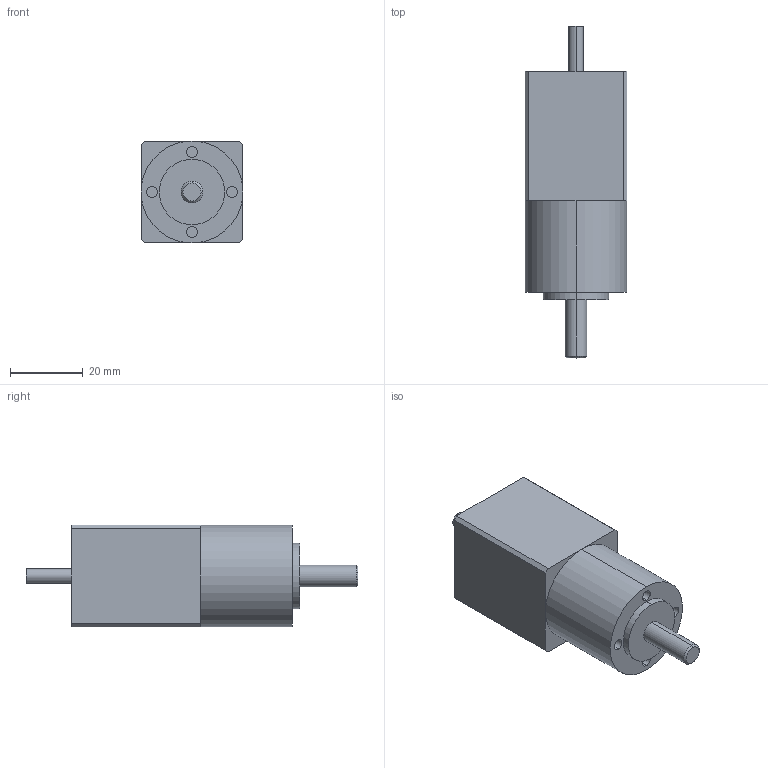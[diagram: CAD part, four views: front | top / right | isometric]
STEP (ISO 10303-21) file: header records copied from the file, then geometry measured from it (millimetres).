
FILE_DESCRIPTION (( 'STEP AP214' ), '1' );
FILE_NAME ('stepper motor Nema 11 planetary.STEP', '2018-11-26T11:31:09', ( '' ), ( '' ), 'SwSTEP 2.0', 'SolidWorks 2016', '' );
FILE_SCHEMA (( 'AUTOMOTIVE_DESIGN' ));
Length unit declared in the file: millimetre
Products named in the file (1): stepper motor Nema 11 planetary
Bounding box: 28 x 91.2 x 28 mm (x, y, z)
Volume: 44111.4 mm3; surface area: 8616.4 mm2
Topology: 1 solids, 1 shells, 39 faces, 82 edges, 52 vertices
Faces by surface type: plane 21, cylinder 16, cone 2
Entity records: 1082 total; most frequent: DIRECTION 198, CARTESIAN_POINT 174, ORIENTED_EDGE 164, EDGE_CURVE 82, AXIS2_PLACEMENT_3D 76, VERTEX_POINT 52, EDGE_LOOP 46, VECTOR 46
